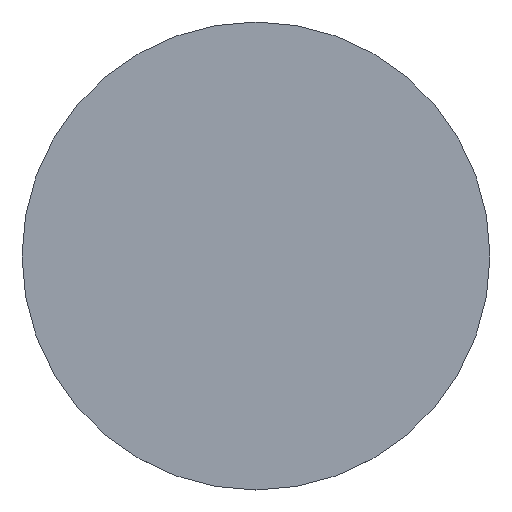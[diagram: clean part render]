
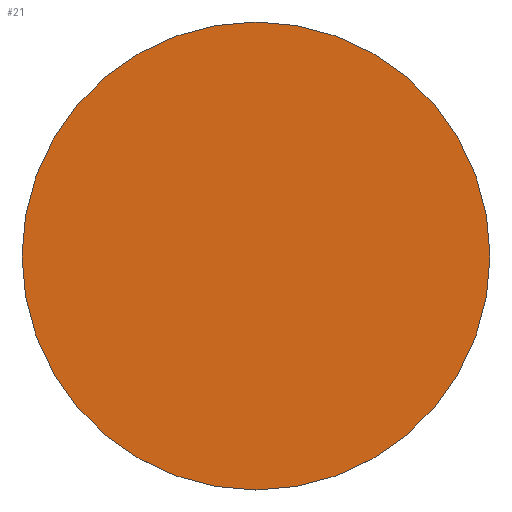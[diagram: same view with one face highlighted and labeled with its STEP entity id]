
A CAD part, top view. The second image highlights one B-rep face of the part: STEP entity #21.
In plain terms, the highlighted planar face has unit normal (0, 0, 1).
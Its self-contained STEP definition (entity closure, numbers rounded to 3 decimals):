
#8 = DIRECTION ( 'NONE',  ( 0., 0., 1. ) ) ;
#20 = CARTESIAN_POINT ( 'NONE',  ( 0., 0., 1. ) ) ;
#21 = ADVANCED_FACE ( 'NONE', ( #170 ), #132, .T. ) ;
#35 = DIRECTION ( 'NONE',  ( 1., 0., 0. ) ) ;
#40 = DIRECTION ( 'NONE',  ( 0., 0., 1. ) ) ;
#44 = EDGE_CURVE ( 'NONE', #163, #160, #47, .T. ) ;
#47 = CIRCLE ( 'NONE', #120, 101.6 ) ;
#48 = EDGE_LOOP ( 'NONE', ( #117, #111 ) ) ;
#61 = CARTESIAN_POINT ( 'NONE',  ( -101.6, 0., 1. ) ) ;
#67 = EDGE_CURVE ( 'NONE', #160, #163, #77, .T. ) ;
#75 = CARTESIAN_POINT ( 'NONE',  ( 101.6, 0., 1. ) ) ;
#77 = CIRCLE ( 'NONE', #110, 101.6 ) ;
#99 = AXIS2_PLACEMENT_3D ( 'NONE', #104, #8, #35 ) ;
#104 = CARTESIAN_POINT ( 'NONE',  ( 0., 0., 1. ) ) ;
#110 = AXIS2_PLACEMENT_3D ( 'NONE', #119, #40, #153 ) ;
#111 = ORIENTED_EDGE ( 'NONE', *, *, #44, .T. ) ;
#112 = DIRECTION ( 'NONE',  ( 1., 0., 0. ) ) ;
#117 = ORIENTED_EDGE ( 'NONE', *, *, #67, .T. ) ;
#119 = CARTESIAN_POINT ( 'NONE',  ( 0., 0., 1. ) ) ;
#120 = AXIS2_PLACEMENT_3D ( 'NONE', #20, #171, #112 ) ;
#132 = PLANE ( 'NONE',  #99 ) ;
#153 = DIRECTION ( 'NONE',  ( 1., 0., 0. ) ) ;
#160 = VERTEX_POINT ( 'NONE', #61 ) ;
#163 = VERTEX_POINT ( 'NONE', #75 ) ;
#170 = FACE_OUTER_BOUND ( 'NONE', #48, .T. ) ;
#171 = DIRECTION ( 'NONE',  ( 0., 0., 1. ) ) ;
